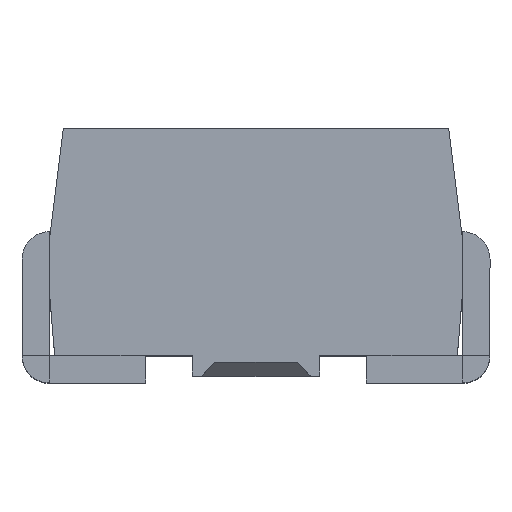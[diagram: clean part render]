
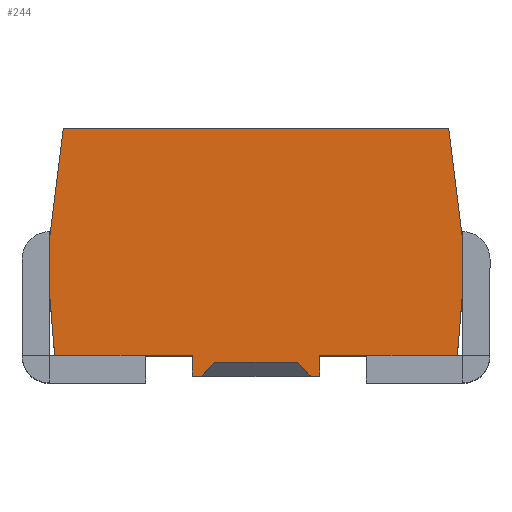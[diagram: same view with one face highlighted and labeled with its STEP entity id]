
A CAD part, top view. The second image highlights one B-rep face of the part: STEP entity #244.
In plain terms, the highlighted planar face has unit normal (0, 0, 1).
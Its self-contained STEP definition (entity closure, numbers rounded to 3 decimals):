
#4 = ORIENTED_EDGE ( 'NONE', *, *, #1868, .F. ) ;
#9 = ORIENTED_EDGE ( 'NONE', *, *, #1842, .T. ) ;
#91 = CARTESIAN_POINT ( 'NONE',  ( 1.8, 0.1, 0. ) ) ;
#92 = VERTEX_POINT ( 'NONE', #367 ) ;
#96 = VECTOR ( 'NONE', #906, 1000. ) ;
#100 = VECTOR ( 'NONE', #1084, 1000. ) ;
#112 = DIRECTION ( 'NONE',  ( 0., -1., 0. ) ) ;
#137 = VECTOR ( 'NONE', #2012, 1000. ) ;
#141 = EDGE_CURVE ( 'NONE', #237, #1604, #2401, .T. ) ;
#150 = DIRECTION ( 'NONE',  ( 0., 0., -1. ) ) ;
#159 = LINE ( 'NONE', #959, #493 ) ;
#165 = CARTESIAN_POINT ( 'NONE',  ( 3., 0.6, 0. ) ) ;
#170 = CARTESIAN_POINT ( 'NONE',  ( 2.962, 0.15, 0. ) ) ;
#175 = EDGE_CURVE ( 'NONE', #503, #362, #653, .T. ) ;
#181 = CARTESIAN_POINT ( 'NONE',  ( 1.038, 0.15, 0. ) ) ;
#188 = CARTESIAN_POINT ( 'NONE',  ( 0.1, 1.8, 0. ) ) ;
#203 = ORIENTED_EDGE ( 'NONE', *, *, #917, .F. ) ;
#227 = CARTESIAN_POINT ( 'NONE',  ( 1.038, 0.15, 0. ) ) ;
#231 = CARTESIAN_POINT ( 'NONE',  ( 2.9, 1.8, 0. ) ) ;
#237 = VERTEX_POINT ( 'NONE', #2257 ) ;
#240 = VECTOR ( 'NONE', #1383, 1000. ) ;
#241 = CARTESIAN_POINT ( 'NONE',  ( 2.962, 0.15, 0. ) ) ;
#244 = ADVANCED_FACE ( 'NONE', ( #1303 ), #2049, .F. ) ;
#255 = CARTESIAN_POINT ( 'NONE',  ( 0.038, 0.15, 0. ) ) ;
#259 = CARTESIAN_POINT ( 'NONE',  ( 3., 1.8, 0. ) ) ;
#273 = EDGE_CURVE ( 'NONE', #1979, #362, #926, .T. ) ;
#303 = EDGE_CURVE ( 'NONE', #1721, #1101, #1290, .T. ) ;
#308 = LINE ( 'NONE', #1503, #1152 ) ;
#318 = LINE ( 'NONE', #1474, #1657 ) ;
#350 = CARTESIAN_POINT ( 'NONE',  ( 3., 0.6, 0. ) ) ;
#362 = VERTEX_POINT ( 'NONE', #165 ) ;
#367 = CARTESIAN_POINT ( 'NONE',  ( 1.9, 0., 0. ) ) ;
#393 = CARTESIAN_POINT ( 'NONE',  ( 0., 0., 0. ) ) ;
#411 = DIRECTION ( 'NONE',  ( 0., -1., 0. ) ) ;
#417 = EDGE_CURVE ( 'NONE', #2442, #1350, #2302, .T. ) ;
#471 = CARTESIAN_POINT ( 'NONE',  ( 0., 0.6, 0. ) ) ;
#493 = VECTOR ( 'NONE', #1534, 1000. ) ;
#503 = VERTEX_POINT ( 'NONE', #2196 ) ;
#505 = DIRECTION ( 'NONE',  ( 1., 0., 0. ) ) ;
#523 = VECTOR ( 'NONE', #1279, 1000. ) ;
#553 = VERTEX_POINT ( 'NONE', #231 ) ;
#572 = DIRECTION ( 'NONE',  ( -0.124, -0.992, 0. ) ) ;
#619 = CARTESIAN_POINT ( 'NONE',  ( 1.962, 0., 0. ) ) ;
#620 = DIRECTION ( 'NONE',  ( 0.707, 0.707, 0. ) ) ;
#653 = LINE ( 'NONE', #259, #96 ) ;
#655 = CARTESIAN_POINT ( 'NONE',  ( 0.1, 1.8, 0. ) ) ;
#679 = EDGE_CURVE ( 'NONE', #1754, #92, #1882, .T. ) ;
#693 = CARTESIAN_POINT ( 'NONE',  ( 1.1, 0.1, 0. ) ) ;
#700 = ORIENTED_EDGE ( 'NONE', *, *, #679, .T. ) ;
#709 = DIRECTION ( 'NONE',  ( -1., 0., 0. ) ) ;
#822 = VECTOR ( 'NONE', #999, 1000. ) ;
#834 = VERTEX_POINT ( 'NONE', #227 ) ;
#838 = CARTESIAN_POINT ( 'NONE',  ( 1.45, 0.35, 0. ) ) ;
#906 = DIRECTION ( 'NONE',  ( 0., -1., 0. ) ) ;
#917 = EDGE_CURVE ( 'NONE', #2442, #553, #318, .T. ) ;
#924 = CARTESIAN_POINT ( 'NONE',  ( 0., 1., 0. ) ) ;
#926 = LINE ( 'NONE', #350, #523 ) ;
#938 = EDGE_LOOP ( 'NONE', ( #9, #2513, #2304, #700, #1829, #1296, #4, #2171, #2416, #1618, #203, #1308, #2391, #1052, #1320, #2489 ) ) ;
#946 = LINE ( 'NONE', #181, #822 ) ;
#959 = CARTESIAN_POINT ( 'NONE',  ( 0., 0., 0. ) ) ;
#988 = VECTOR ( 'NONE', #411, 1000. ) ;
#990 = VECTOR ( 'NONE', #620, 1000. ) ;
#999 = DIRECTION ( 'NONE',  ( 0., 1., 0. ) ) ;
#1008 = EDGE_CURVE ( 'NONE', #2041, #834, #946, .T. ) ;
#1052 = ORIENTED_EDGE ( 'NONE', *, *, #141, .T. ) ;
#1077 = VECTOR ( 'NONE', #2452, 1000. ) ;
#1084 = DIRECTION ( 'NONE',  ( 0.707, -0.707, 0. ) ) ;
#1101 = VERTEX_POINT ( 'NONE', #619 ) ;
#1137 = CARTESIAN_POINT ( 'NONE',  ( 1.962, 0.15, 0. ) ) ;
#1140 = VECTOR ( 'NONE', #112, 1000. ) ;
#1152 = VECTOR ( 'NONE', #2268, 1000. ) ;
#1153 = LINE ( 'NONE', #393, #240 ) ;
#1154 = VECTOR ( 'NONE', #1547, 1000. ) ;
#1279 = DIRECTION ( 'NONE',  ( 0.083, 0.997, 0. ) ) ;
#1284 = EDGE_CURVE ( 'NONE', #1754, #2456, #1836, .T. ) ;
#1290 = LINE ( 'NONE', #1719, #1140 ) ;
#1296 = ORIENTED_EDGE ( 'NONE', *, *, #303, .F. ) ;
#1303 = FACE_OUTER_BOUND ( 'NONE', #938, .T. ) ;
#1308 = ORIENTED_EDGE ( 'NONE', *, *, #417, .T. ) ;
#1320 = ORIENTED_EDGE ( 'NONE', *, *, #1712, .F. ) ;
#1350 = VERTEX_POINT ( 'NONE', #924 ) ;
#1383 = DIRECTION ( 'NONE',  ( 1., 0., 0. ) ) ;
#1408 = EDGE_CURVE ( 'NONE', #503, #553, #308, .T. ) ;
#1474 = CARTESIAN_POINT ( 'NONE',  ( 0., 1.8, 0. ) ) ;
#1498 = EDGE_CURVE ( 'NONE', #1350, #237, #2134, .T. ) ;
#1503 = CARTESIAN_POINT ( 'NONE',  ( 2.9, 1.8, 0. ) ) ;
#1516 = CARTESIAN_POINT ( 'NONE',  ( 0.05, 1.85, 0. ) ) ;
#1534 = DIRECTION ( 'NONE',  ( 1., 0., 0. ) ) ;
#1547 = DIRECTION ( 'NONE',  ( -1., 0., 0. ) ) ;
#1557 = VERTEX_POINT ( 'NONE', #2125 ) ;
#1597 = CARTESIAN_POINT ( 'NONE',  ( 1.2, 0.1, 0. ) ) ;
#1604 = VERTEX_POINT ( 'NONE', #255 ) ;
#1618 = ORIENTED_EDGE ( 'NONE', *, *, #1408, .T. ) ;
#1634 = LINE ( 'NONE', #838, #990 ) ;
#1657 = VECTOR ( 'NONE', #505, 1000. ) ;
#1683 = LINE ( 'NONE', #2415, #1077 ) ;
#1712 = EDGE_CURVE ( 'NONE', #834, #1604, #1683, .T. ) ;
#1719 = CARTESIAN_POINT ( 'NONE',  ( 1.962, 0.15, 0. ) ) ;
#1721 = VERTEX_POINT ( 'NONE', #1137 ) ;
#1734 = LINE ( 'NONE', #170, #1154 ) ;
#1754 = VERTEX_POINT ( 'NONE', #91 ) ;
#1777 = CARTESIAN_POINT ( 'NONE',  ( 0., 1.8, 0. ) ) ;
#1804 = CARTESIAN_POINT ( 'NONE',  ( 1.038, 0., 0. ) ) ;
#1829 = ORIENTED_EDGE ( 'NONE', *, *, #1924, .T. ) ;
#1830 = VECTOR ( 'NONE', #572, 1000. ) ;
#1836 = LINE ( 'NONE', #693, #2190 ) ;
#1842 = EDGE_CURVE ( 'NONE', #2041, #1557, #1153, .T. ) ;
#1868 = EDGE_CURVE ( 'NONE', #1979, #1721, #1734, .T. ) ;
#1882 = LINE ( 'NONE', #1516, #100 ) ;
#1908 = CARTESIAN_POINT ( 'NONE',  ( 0., 1.8, 0. ) ) ;
#1924 = EDGE_CURVE ( 'NONE', #92, #1101, #159, .T. ) ;
#1979 = VERTEX_POINT ( 'NONE', #241 ) ;
#2012 = DIRECTION ( 'NONE',  ( 0.083, -0.997, 0. ) ) ;
#2041 = VERTEX_POINT ( 'NONE', #1804 ) ;
#2045 = EDGE_CURVE ( 'NONE', #1557, #2456, #1634, .T. ) ;
#2049 = PLANE ( 'NONE',  #2385 ) ;
#2125 = CARTESIAN_POINT ( 'NONE',  ( 1.1, 0., 0. ) ) ;
#2134 = LINE ( 'NONE', #1777, #988 ) ;
#2171 = ORIENTED_EDGE ( 'NONE', *, *, #273, .T. ) ;
#2190 = VECTOR ( 'NONE', #2409, 1000. ) ;
#2196 = CARTESIAN_POINT ( 'NONE',  ( 3., 1., 0. ) ) ;
#2257 = CARTESIAN_POINT ( 'NONE',  ( 0., 0.6, 0. ) ) ;
#2268 = DIRECTION ( 'NONE',  ( -0.124, 0.992, 0. ) ) ;
#2302 = LINE ( 'NONE', #188, #1830 ) ;
#2304 = ORIENTED_EDGE ( 'NONE', *, *, #1284, .F. ) ;
#2385 = AXIS2_PLACEMENT_3D ( 'NONE', #1908, #150, #709 ) ;
#2391 = ORIENTED_EDGE ( 'NONE', *, *, #1498, .T. ) ;
#2401 = LINE ( 'NONE', #471, #137 ) ;
#2409 = DIRECTION ( 'NONE',  ( -1., 0., 0. ) ) ;
#2415 = CARTESIAN_POINT ( 'NONE',  ( 0.038, 0.15, 0. ) ) ;
#2416 = ORIENTED_EDGE ( 'NONE', *, *, #175, .F. ) ;
#2442 = VERTEX_POINT ( 'NONE', #655 ) ;
#2452 = DIRECTION ( 'NONE',  ( -1., 0., 0. ) ) ;
#2456 = VERTEX_POINT ( 'NONE', #1597 ) ;
#2489 = ORIENTED_EDGE ( 'NONE', *, *, #1008, .F. ) ;
#2513 = ORIENTED_EDGE ( 'NONE', *, *, #2045, .T. ) ;
